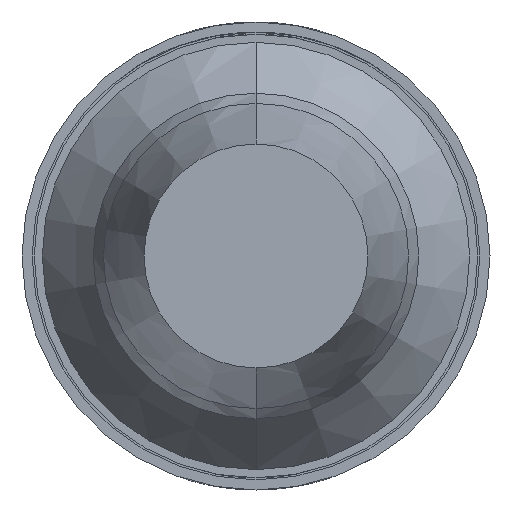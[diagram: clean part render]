
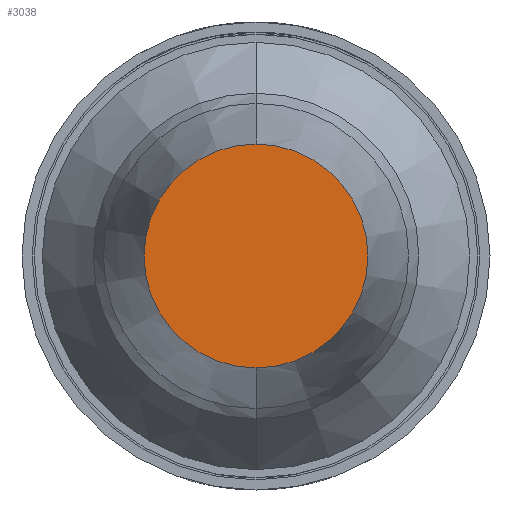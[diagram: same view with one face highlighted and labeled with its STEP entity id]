
A CAD part, front view. The second image highlights one B-rep face of the part: STEP entity #3038.
In plain terms, the highlighted planar face has unit normal (0, -1, 0).
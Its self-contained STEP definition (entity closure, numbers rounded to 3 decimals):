
#282 = DIRECTION ( 'NONE',  ( 0., 0., 1. ) ) ;
#700 = DIRECTION ( 'NONE',  ( 0., 1., 0. ) ) ;
#708 = CARTESIAN_POINT ( 'NONE',  ( 0., -39.2, 0.55 ) ) ;
#759 = AXIS2_PLACEMENT_3D ( 'NONE', #4882, #4908, #282 ) ;
#861 = ORIENTED_EDGE ( 'NONE', *, *, #1903, .F. ) ;
#1230 = VERTEX_POINT ( 'NONE', #708 ) ;
#1550 = FACE_OUTER_BOUND ( 'NONE', #3375, .T. ) ;
#1687 = ORIENTED_EDGE ( 'NONE', *, *, #2063, .F. ) ;
#1715 = CIRCLE ( 'NONE', #5014, 0.55 ) ;
#1903 = EDGE_CURVE ( 'Defeature ausgef�hrt1_5+Defeature ausgef�hrt1_4+Defeature ausgef�hrt1_4+Defeature ausgef�hrt1_4', #5548, #1230, #5124, .T. ) ;
#1920 = DIRECTION ( 'NONE',  ( 0., 1., 0. ) ) ;
#1996 = AXIS2_PLACEMENT_3D ( 'NONE', #4799, #700, #3231 ) ;
#2063 = EDGE_CURVE ( 'Defeature ausgef�hrt1_5+Defeature ausgef�hrt1_4+Defeature ausgef�hrt1_4+Defeature ausgef�hrt1_4', #1230, #5548, #1715, .T. ) ;
#2297 = PLANE ( 'NONE',  #759 ) ;
#2461 = DIRECTION ( 'NONE',  ( 0., 0., 1. ) ) ;
#3038 = ADVANCED_FACE ( 'Defeature ausgef�hrt1_4', ( #1550 ), #2297, .F. ) ;
#3231 = DIRECTION ( 'NONE',  ( 0., 0., 1. ) ) ;
#3375 = EDGE_LOOP ( 'NONE', ( #1687, #861 ) ) ;
#4527 = CARTESIAN_POINT ( 'NONE',  ( 0., -39.2, 0. ) ) ;
#4799 = CARTESIAN_POINT ( 'NONE',  ( 0., -39.2, 0. ) ) ;
#4882 = CARTESIAN_POINT ( 'NONE',  ( 0., -39.2, 0. ) ) ;
#4908 = DIRECTION ( 'NONE',  ( 0., 1., 0. ) ) ;
#5014 = AXIS2_PLACEMENT_3D ( 'NONE', #4527, #1920, #2461 ) ;
#5124 = CIRCLE ( 'NONE', #1996, 0.55 ) ;
#5548 = VERTEX_POINT ( 'NONE', #6728 ) ;
#6728 = CARTESIAN_POINT ( 'NONE',  ( 0., -39.2, -0.55 ) ) ;
